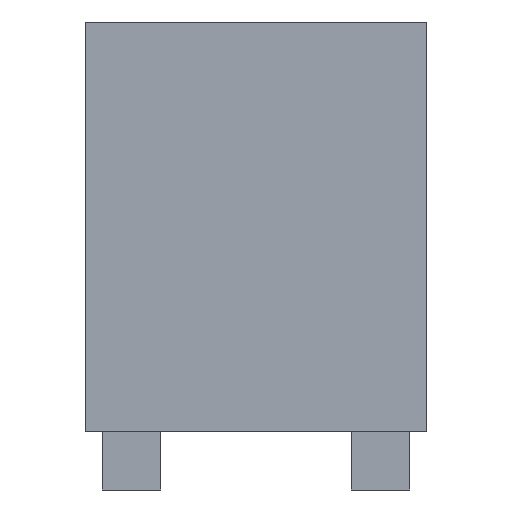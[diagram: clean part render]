
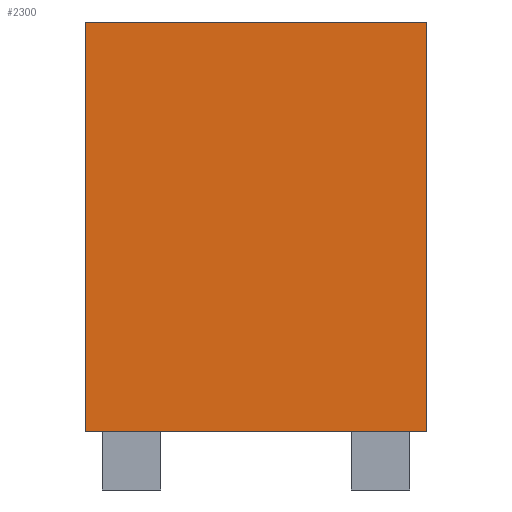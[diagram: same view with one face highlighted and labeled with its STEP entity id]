
A CAD part, left-side view. The second image highlights one B-rep face of the part: STEP entity #2300.
In plain terms, the highlighted planar face has unit normal (-1, 0, 0).
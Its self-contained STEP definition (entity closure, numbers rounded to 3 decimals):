
#1103=ORIENTED_EDGE('',*,*,#1556,.F.);
#1104=ORIENTED_EDGE('',*,*,#1557,.F.);
#1105=ORIENTED_EDGE('',*,*,#1543,.T.);
#1106=ORIENTED_EDGE('',*,*,#1558,.T.);
#1296=VECTOR('',#1764,1.);
#1308=VECTOR('',#1780,1.);
#1309=VECTOR('',#1781,1.);
#1310=VECTOR('',#1782,1.);
#1384=LINE('',#1979,#1296);
#1396=LINE('',#2006,#1308);
#1397=LINE('',#2007,#1309);
#1398=LINE('',#2008,#1310);
#1472=VERTEX_POINT('',#1977);
#1473=VERTEX_POINT('',#1978);
#1485=VERTEX_POINT('',#2004);
#1486=VERTEX_POINT('',#2005);
#1543=EDGE_CURVE('',#1472,#1473,#1384,.T.);
#1556=EDGE_CURVE('',#1485,#1486,#1396,.T.);
#1557=EDGE_CURVE('',#1472,#1485,#1397,.T.);
#1558=EDGE_CURVE('',#1473,#1486,#1398,.T.);
#1650=EDGE_LOOP('',(#1103,#1104,#1105,#1106));
#1708=FACE_BOUND('',#1650,.T.);
#1764=DIRECTION('',(0.,-35.,0.));
#1778=DIRECTION('',(-1.,0.,0.));
#1779=DIRECTION('',(0.,1.,0.));
#1780=DIRECTION('',(0.,-35.,0.));
#1781=DIRECTION('',(0.,0.,42.));
#1782=DIRECTION('',(0.,0.,42.));
#1977=CARTESIAN_POINT('',(0.,35.,0.));
#1978=CARTESIAN_POINT('',(0.,0.,0.));
#1979=CARTESIAN_POINT('',(0.,35.,0.));
#2003=CARTESIAN_POINT('',(0.,35.,42.));
#2004=CARTESIAN_POINT('',(0.,35.,42.));
#2005=CARTESIAN_POINT('',(0.,0.,42.));
#2006=CARTESIAN_POINT('',(0.,35.,42.));
#2007=CARTESIAN_POINT('',(0.,35.,0.));
#2008=CARTESIAN_POINT('',(0.,0.,0.));
#2200=AXIS2_PLACEMENT_3D('',#2003,#1778,#1779);
#2262=PLANE('',#2200);
#2300=ADVANCED_FACE('',(#1708),#2262,.T.);
